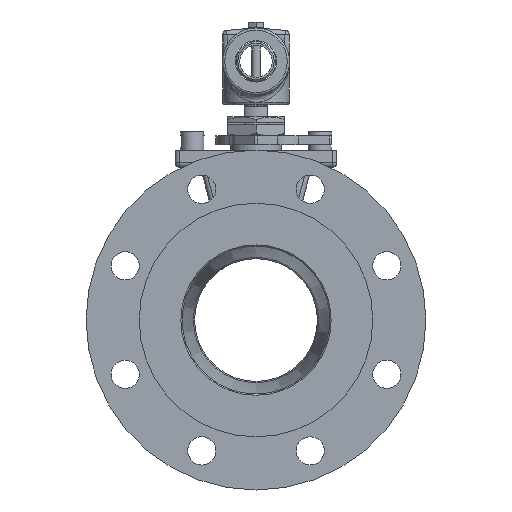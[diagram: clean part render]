
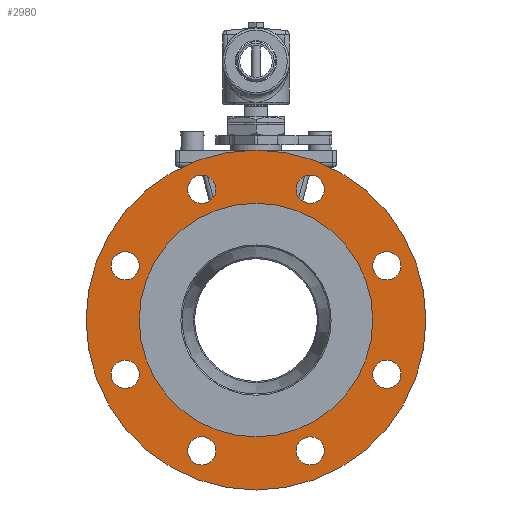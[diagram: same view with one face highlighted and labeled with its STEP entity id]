
A CAD part, front view. The second image highlights one B-rep face of the part: STEP entity #2980.
In plain terms, the highlighted planar face has unit normal (0, -1, 0).
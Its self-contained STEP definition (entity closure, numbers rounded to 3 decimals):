
#2617=CARTESIAN_POINT('',(81.282,-125.58,29.733));
#2618=VERTEX_POINT('',#2617);
#2619=CARTESIAN_POINT('',(88.,-125.58,36.451));
#2620=DIRECTION('',(0.0,1.0,0.0));
#2621=DIRECTION('',(0.707,0.0,0.707));
#2622=AXIS2_PLACEMENT_3D('',#2619,#2620,#2621);
#2623=CIRCLE('',#2622,9.5);
#2624=EDGE_CURVE('',#2618,#2618,#2623,.T.);
#2645=CARTESIAN_POINT('',(36.451,-125.58,78.5));
#2646=VERTEX_POINT('',#2645);
#2647=CARTESIAN_POINT('',(36.451,-125.58,88.));
#2648=DIRECTION('',(0.0,1.0,0.0));
#2649=DIRECTION('',(0.0,0.0,1.0));
#2650=AXIS2_PLACEMENT_3D('',#2647,#2648,#2649);
#2651=CIRCLE('',#2650,9.5);
#2652=EDGE_CURVE('',#2646,#2646,#2651,.T.);
#2673=CARTESIAN_POINT('',(-29.733,-125.58,81.282));
#2674=VERTEX_POINT('',#2673);
#2675=CARTESIAN_POINT('',(-36.451,-125.58,88.));
#2676=DIRECTION('',(0.0,1.0,0.0));
#2677=DIRECTION('',(-0.707,0.0,0.707));
#2678=AXIS2_PLACEMENT_3D('',#2675,#2676,#2677);
#2679=CIRCLE('',#2678,9.5);
#2680=EDGE_CURVE('',#2674,#2674,#2679,.T.);
#2701=CARTESIAN_POINT('',(-78.5,-125.58,36.451));
#2702=VERTEX_POINT('',#2701);
#2703=CARTESIAN_POINT('',(-88.,-125.58,36.451));
#2704=DIRECTION('',(0.0,1.0,0.0));
#2705=DIRECTION('',(-1.0,0.0,0.0));
#2706=AXIS2_PLACEMENT_3D('',#2703,#2704,#2705);
#2707=CIRCLE('',#2706,9.5);
#2708=EDGE_CURVE('',#2702,#2702,#2707,.T.);
#2729=CARTESIAN_POINT('',(-81.282,-125.58,-29.733));
#2730=VERTEX_POINT('',#2729);
#2731=CARTESIAN_POINT('',(-88.,-125.58,-36.451));
#2732=DIRECTION('',(0.0,1.,0.0));
#2733=DIRECTION('',(-0.707,0.0,-0.707));
#2734=AXIS2_PLACEMENT_3D('',#2731,#2732,#2733);
#2735=CIRCLE('',#2734,9.5);
#2736=EDGE_CURVE('',#2730,#2730,#2735,.T.);
#2757=CARTESIAN_POINT('',(-36.451,-125.58,-78.5));
#2758=VERTEX_POINT('',#2757);
#2759=CARTESIAN_POINT('',(-36.451,-125.58,-88.));
#2760=DIRECTION('',(0.0,1.0,0.0));
#2761=DIRECTION('',(0.0,0.0,-1.0));
#2762=AXIS2_PLACEMENT_3D('',#2759,#2760,#2761);
#2763=CIRCLE('',#2762,9.5);
#2764=EDGE_CURVE('',#2758,#2758,#2763,.T.);
#2785=CARTESIAN_POINT('',(29.733,-125.58,-81.282));
#2786=VERTEX_POINT('',#2785);
#2787=CARTESIAN_POINT('',(36.451,-125.58,-88.));
#2788=DIRECTION('',(0.0,1.,0.0));
#2789=DIRECTION('',(0.707,0.0,-0.707));
#2790=AXIS2_PLACEMENT_3D('',#2787,#2788,#2789);
#2791=CIRCLE('',#2790,9.5);
#2792=EDGE_CURVE('',#2786,#2786,#2791,.T.);
#2813=CARTESIAN_POINT('',(78.5,-125.58,-36.451));
#2814=VERTEX_POINT('',#2813);
#2815=CARTESIAN_POINT('',(88.,-125.58,-36.451));
#2816=DIRECTION('',(0.0,1.0,0.0));
#2817=DIRECTION('',(1.0,0.0,0.0));
#2818=AXIS2_PLACEMENT_3D('',#2815,#2816,#2817);
#2819=CIRCLE('',#2818,9.5);
#2820=EDGE_CURVE('',#2814,#2814,#2819,.T.);
#2922=CARTESIAN_POINT('',(0.0,-125.58,-114.3));
#2923=VERTEX_POINT('',#2922);
#2924=CARTESIAN_POINT('',(0.0,-125.58,0.0));
#2925=DIRECTION('',(0.0,1.0,0.0));
#2926=DIRECTION('',(0.0,0.0,-1.0));
#2927=AXIS2_PLACEMENT_3D('',#2924,#2925,#2926);
#2928=CIRCLE('',#2927,114.3);
#2929=EDGE_CURVE('',#2923,#2923,#2928,.T.);
#2937=CARTESIAN_POINT('',(0.0,-125.58,-96.425));
#2938=DIRECTION('',(0.0,1.0,0.0));
#2939=DIRECTION('',(0.0,0.0,1.0));
#2940=AXIS2_PLACEMENT_3D('',#2937,#2938,#2939);
#2941=PLANE('',#2940);
#2942=ORIENTED_EDGE('',*,*,#2929,.F.);
#2943=EDGE_LOOP('',(#2942));
#2944=FACE_OUTER_BOUND('',#2943,.T.);
#2945=ORIENTED_EDGE('',*,*,#2624,.T.);
#2946=EDGE_LOOP('',(#2945));
#2947=FACE_BOUND('',#2946,.T.);
#2948=ORIENTED_EDGE('',*,*,#2652,.T.);
#2949=EDGE_LOOP('',(#2948));
#2950=FACE_BOUND('',#2949,.T.);
#2951=ORIENTED_EDGE('',*,*,#2680,.T.);
#2952=EDGE_LOOP('',(#2951));
#2953=FACE_BOUND('',#2952,.T.);
#2954=ORIENTED_EDGE('',*,*,#2708,.T.);
#2955=EDGE_LOOP('',(#2954));
#2956=FACE_BOUND('',#2955,.T.);
#2957=ORIENTED_EDGE('',*,*,#2736,.T.);
#2958=EDGE_LOOP('',(#2957));
#2959=FACE_BOUND('',#2958,.T.);
#2960=ORIENTED_EDGE('',*,*,#2764,.T.);
#2961=EDGE_LOOP('',(#2960));
#2962=FACE_BOUND('',#2961,.T.);
#2963=ORIENTED_EDGE('',*,*,#2792,.T.);
#2964=EDGE_LOOP('',(#2963));
#2965=FACE_BOUND('',#2964,.T.);
#2966=ORIENTED_EDGE('',*,*,#2820,.T.);
#2967=EDGE_LOOP('',(#2966));
#2968=FACE_BOUND('',#2967,.T.);
#2969=CARTESIAN_POINT('',(0.0,-125.58,-78.55));
#2970=VERTEX_POINT('',#2969);
#2971=CARTESIAN_POINT('',(0.0,-125.58,0.0));
#2972=DIRECTION('',(0.0,1.0,0.0));
#2973=DIRECTION('',(0.0,0.0,-1.0));
#2974=AXIS2_PLACEMENT_3D('',#2971,#2972,#2973);
#2975=CIRCLE('',#2974,78.55);
#2976=EDGE_CURVE('',#2970,#2970,#2975,.T.);
#2977=ORIENTED_EDGE('',*,*,#2976,.T.);
#2978=EDGE_LOOP('',(#2977));
#2979=FACE_BOUND('',#2978,.T.);
#2980=ADVANCED_FACE('',(#2944,#2947,#2950,#2953,#2956,#2959,#2962,#2965,#2968,#2979),#2941,.F.);
